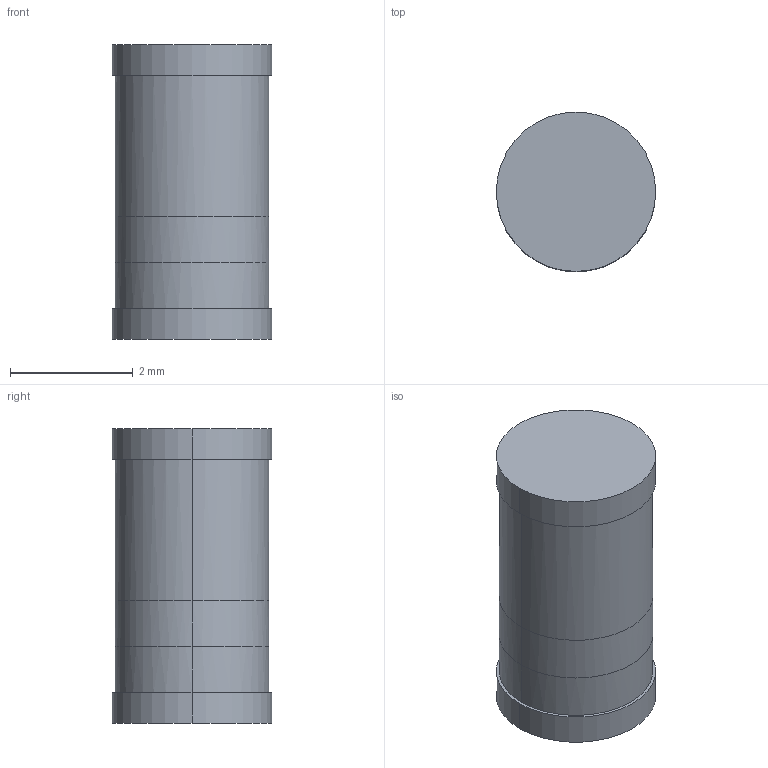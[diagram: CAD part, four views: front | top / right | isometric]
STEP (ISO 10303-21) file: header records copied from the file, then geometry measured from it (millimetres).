
FILE_DESCRIPTION (( 'STEP AP214' ), '1' );
FILE_NAME ('User Library-MELF DO213AB.STEP', '2021-04-01T18:34:15', ( '' ), ( '' ), 'SwSTEP 2.0', 'SolidWorks 2020', '' );
FILE_SCHEMA (( 'AUTOMOTIVE_DESIGN' ));
Length unit declared in the file: millimetre
Products named in the file (1): User Library-MELF DO213AB
Bounding box: 2.6 x 2.6 x 4.8 mm (x, y, z)
Volume: 24 mm3; surface area: 49.5 mm2
Topology: 1 solids, 1 shells, 14 faces, 26 edges, 16 vertices
Faces by surface type: cylinder 10, plane 4
Entity records: 598 total; most frequent: CARTESIAN_POINT 125, DIRECTION 64, ORIENTED_EDGE 52, AXIS2_PLACEMENT_3D 27, EDGE_CURVE 26, UNCERTAINTY_MEASURE_WITH_UNIT 17, COLOUR_RGB 16, SURFACE_SIDE_STYLE 16
